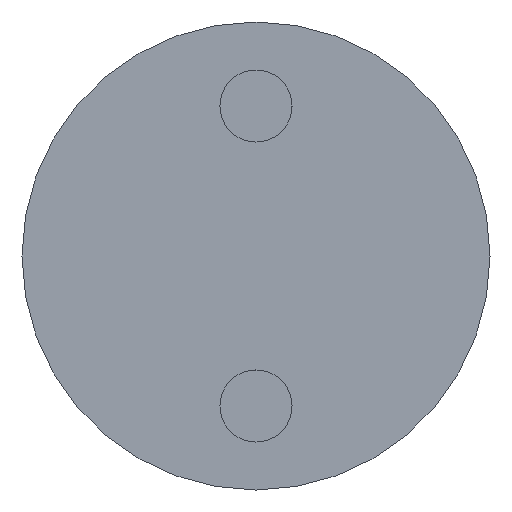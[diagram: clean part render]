
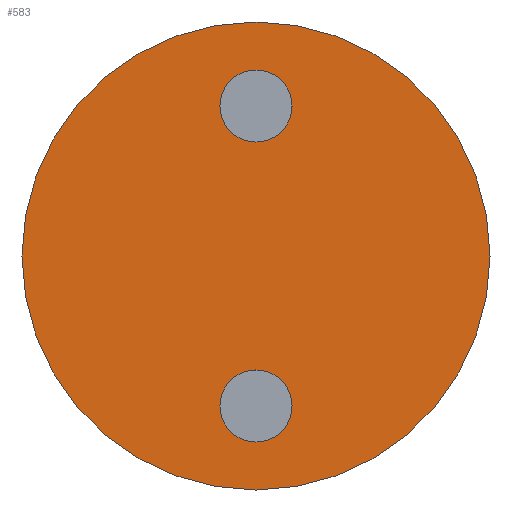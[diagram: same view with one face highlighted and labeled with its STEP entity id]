
A CAD part, left-side view. The second image highlights one B-rep face of the part: STEP entity #583.
In plain terms, the highlighted planar face has unit normal (-1, 0, 0).
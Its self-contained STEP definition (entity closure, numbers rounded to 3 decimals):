
#3 = AXIS2_PLACEMENT_3D ( 'NONE', #199, #21, #443 ) ;
#14 = CIRCLE ( 'NONE', #281, 3.9 ) ;
#21 = DIRECTION ( 'NONE',  ( 1., 0., 0. ) ) ;
#25 = CIRCLE ( 'NONE', #460, 0.6 ) ;
#47 = AXIS2_PLACEMENT_3D ( 'NONE', #135, #191, #416 ) ;
#54 = FACE_BOUND ( 'NONE', #87, .T. ) ;
#67 = DIRECTION ( 'NONE',  ( 0., 0., -1. ) ) ;
#70 = AXIS2_PLACEMENT_3D ( 'NONE', #107, #343, #67 ) ;
#71 = CARTESIAN_POINT ( 'NONE',  ( 0., 0., 3.1 ) ) ;
#73 = DIRECTION ( 'NONE',  ( 1., 0., 0. ) ) ;
#87 = EDGE_LOOP ( 'NONE', ( #124, #112 ) ) ;
#91 = ORIENTED_EDGE ( 'NONE', *, *, #469, .T. ) ;
#97 = PLANE ( 'NONE',  #47 ) ;
#98 = CIRCLE ( 'NONE', #70, 0.6 ) ;
#104 = DIRECTION ( 'NONE',  ( 0., 0., -1. ) ) ;
#107 = CARTESIAN_POINT ( 'NONE',  ( 0., 0., -2.5 ) ) ;
#109 = DIRECTION ( 'NONE',  ( 0., 0., -1. ) ) ;
#112 = ORIENTED_EDGE ( 'NONE', *, *, #272, .F. ) ;
#121 = ORIENTED_EDGE ( 'NONE', *, *, #447, .F. ) ;
#124 = ORIENTED_EDGE ( 'NONE', *, *, #415, .F. ) ;
#135 = CARTESIAN_POINT ( 'NONE',  ( 0., 0., 0. ) ) ;
#141 = CARTESIAN_POINT ( 'NONE',  ( 0., 0., 2.5 ) ) ;
#174 = EDGE_CURVE ( 'NONE', #495, #224, #25, .T. ) ;
#181 = CARTESIAN_POINT ( 'NONE',  ( 0., 0., 1.9 ) ) ;
#191 = DIRECTION ( 'NONE',  ( 1., 0., 0. ) ) ;
#199 = CARTESIAN_POINT ( 'NONE',  ( 0., 0., 2.5 ) ) ;
#205 = DIRECTION ( 'NONE',  ( 1., 0., 0. ) ) ;
#224 = VERTEX_POINT ( 'NONE', #181 ) ;
#226 = FACE_BOUND ( 'NONE', #417, .T. ) ;
#231 = EDGE_LOOP ( 'NONE', ( #121, #538 ) ) ;
#263 = VERTEX_POINT ( 'NONE', #365 ) ;
#271 = DIRECTION ( 'NONE',  ( 1., 0., 0. ) ) ;
#272 = EDGE_CURVE ( 'NONE', #459, #456, #98, .T. ) ;
#281 = AXIS2_PLACEMENT_3D ( 'NONE', #436, #205, #109 ) ;
#290 = CARTESIAN_POINT ( 'NONE',  ( 0., 0., -1.9 ) ) ;
#298 = DIRECTION ( 'NONE',  ( -1., 0., 0. ) ) ;
#343 = DIRECTION ( 'NONE',  ( -1., 0., 0. ) ) ;
#344 = CIRCLE ( 'NONE', #497, 3.9 ) ;
#347 = CIRCLE ( 'NONE', #571, 0.6 ) ;
#348 = CARTESIAN_POINT ( 'NONE',  ( 0., 0., -3.1 ) ) ;
#354 = CARTESIAN_POINT ( 'NONE',  ( 0., 0., 0. ) ) ;
#356 = CIRCLE ( 'NONE', #3, 0.6 ) ;
#365 = CARTESIAN_POINT ( 'NONE',  ( 0., 0., 3.9 ) ) ;
#367 = ORIENTED_EDGE ( 'NONE', *, *, #174, .T. ) ;
#413 = VERTEX_POINT ( 'NONE', #446 ) ;
#415 = EDGE_CURVE ( 'NONE', #456, #459, #347, .T. ) ;
#416 = DIRECTION ( 'NONE',  ( 0., 0., -1. ) ) ;
#417 = EDGE_LOOP ( 'NONE', ( #91, #367 ) ) ;
#425 = DIRECTION ( 'NONE',  ( 0., 0., -1. ) ) ;
#436 = CARTESIAN_POINT ( 'NONE',  ( 0., 0., 0. ) ) ;
#443 = DIRECTION ( 'NONE',  ( 0., 0., -1. ) ) ;
#446 = CARTESIAN_POINT ( 'NONE',  ( 0., 0., -3.9 ) ) ;
#447 = EDGE_CURVE ( 'NONE', #413, #263, #14, .T. ) ;
#456 = VERTEX_POINT ( 'NONE', #348 ) ;
#459 = VERTEX_POINT ( 'NONE', #290 ) ;
#460 = AXIS2_PLACEMENT_3D ( 'NONE', #141, #271, #511 ) ;
#469 = EDGE_CURVE ( 'NONE', #224, #495, #356, .T. ) ;
#477 = FACE_OUTER_BOUND ( 'NONE', #231, .T. ) ;
#495 = VERTEX_POINT ( 'NONE', #71 ) ;
#497 = AXIS2_PLACEMENT_3D ( 'NONE', #354, #73, #425 ) ;
#511 = DIRECTION ( 'NONE',  ( 0., 0., -1. ) ) ;
#531 = CARTESIAN_POINT ( 'NONE',  ( 0., 0., -2.5 ) ) ;
#538 = ORIENTED_EDGE ( 'NONE', *, *, #568, .F. ) ;
#568 = EDGE_CURVE ( 'NONE', #263, #413, #344, .T. ) ;
#571 = AXIS2_PLACEMENT_3D ( 'NONE', #531, #298, #104 ) ;
#583 = ADVANCED_FACE ( 'NONE', ( #54, #226, #477 ), #97, .F. ) ;
